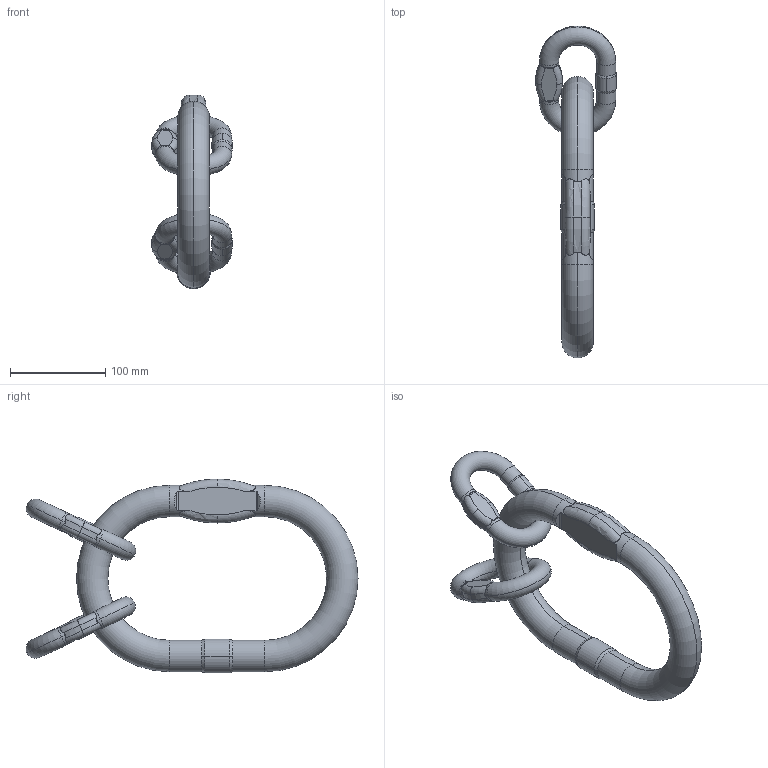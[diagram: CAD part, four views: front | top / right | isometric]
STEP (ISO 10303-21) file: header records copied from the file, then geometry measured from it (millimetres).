
FILE_DESCRIPTION(('STEP AP214'),'1');
FILE_NAME('vmwp_13_10.stp','2017-10-30T15:05:31',('TraceParts'),('TraceParts S.A.'),'Spatial InterOp 3D',' ',' ');
FILE_SCHEMA(('automotive_design'));
Length unit declared in the file: millimetre
Products named in the file (3): vmwp_13_10_1; vmwp_13_10_2; vmwp_13_10_3
Bounding box: 84.91 x 349.07 x 203.84 mm (x, y, z)
Volume: 809053.2 mm3; surface area: 111994.4 mm2
Topology: 3 solids, 3 shells, 303 faces, 807 edges, 522 vertices
Faces by surface type: plane 133, extrusion 63, cylinder 59, torus 36, cone 12
Entity records: 12953 total; most frequent: CARTESIAN_POINT 3346, ORIENTED_EDGE 1614, DIRECTION 1222, EDGE_CURVE 807, VERTEX_POINT 522, VECTOR 428, AXIS2_PLACEMENT_3D 397, LINE 365
